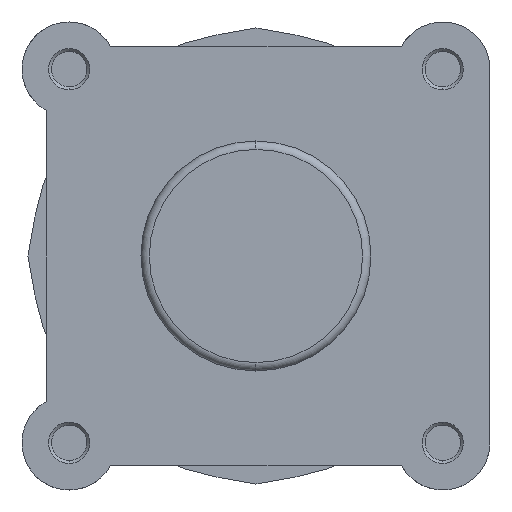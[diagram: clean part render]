
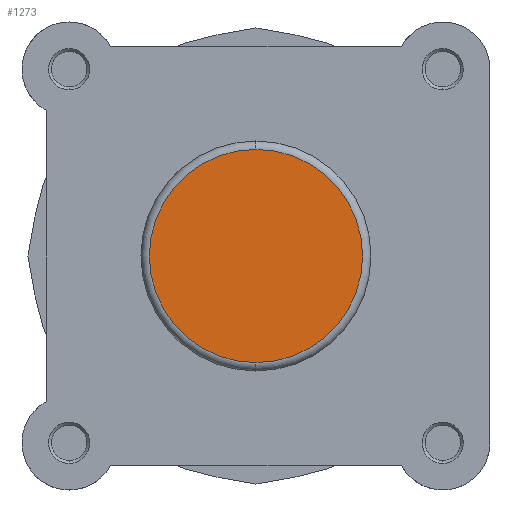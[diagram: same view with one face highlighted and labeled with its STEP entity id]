
A CAD part, left-side view. The second image highlights one B-rep face of the part: STEP entity #1273.
In plain terms, the highlighted planar face has unit normal (-1, 0, 0).
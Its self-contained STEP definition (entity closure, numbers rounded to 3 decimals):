
#24 = EDGE_CURVE ( 'NONE', #4991, #4992, #1668, .T. ) ;
#273 = AXIS2_PLACEMENT_3D ( 'NONE', #5198, #5205, #5206 ) ;
#587 = AXIS2_PLACEMENT_3D ( 'NONE', #2804, #2806, #2807 ) ;
#620 = AXIS2_PLACEMENT_3D ( 'NONE', #2930, #2941, #2942 ) ;
#1273 = ADVANCED_FACE ( 'NONE', ( #2322 ), #2805, .F. ) ;
#1514 = EDGE_LOOP ( 'NONE', ( #4578, #4783 ) ) ;
#1668 = CIRCLE ( 'NONE', #273, 25.4 ) ;
#2322 = FACE_OUTER_BOUND ( 'NONE', #1514, .T. ) ;
#2804 = CARTESIAN_POINT ( 'NONE',  ( 0., 0., 0. ) ) ;
#2805 = PLANE ( 'NONE',  #587 ) ;
#2806 = DIRECTION ( 'NONE',  ( 1., 0., 0. ) ) ;
#2807 = DIRECTION ( 'NONE',  ( 0., 0., -1. ) ) ;
#2930 = CARTESIAN_POINT ( 'NONE',  ( 0., 0., 0. ) ) ;
#2941 = DIRECTION ( 'NONE',  ( -1., 0., 0. ) ) ;
#2942 = DIRECTION ( 'NONE',  ( 0., 0., -1. ) ) ;
#3575 = CARTESIAN_POINT ( 'NONE',  ( 0., 0., 25.4 ) ) ;
#3576 = CARTESIAN_POINT ( 'NONE',  ( 0., 0., -25.4 ) ) ;
#3663 = CIRCLE ( 'NONE', #620, 25.4 ) ;
#4057 = EDGE_CURVE ( 'NONE', #4992, #4991, #3663, .T. ) ;
#4578 = ORIENTED_EDGE ( 'NONE', *, *, #4057, .T. ) ;
#4783 = ORIENTED_EDGE ( 'NONE', *, *, #24, .T. ) ;
#4991 = VERTEX_POINT ( 'NONE', #3575 ) ;
#4992 = VERTEX_POINT ( 'NONE', #3576 ) ;
#5198 = CARTESIAN_POINT ( 'NONE',  ( 0., 0., 0. ) ) ;
#5205 = DIRECTION ( 'NONE',  ( -1., 0., 0. ) ) ;
#5206 = DIRECTION ( 'NONE',  ( 0., 0., -1. ) ) ;
